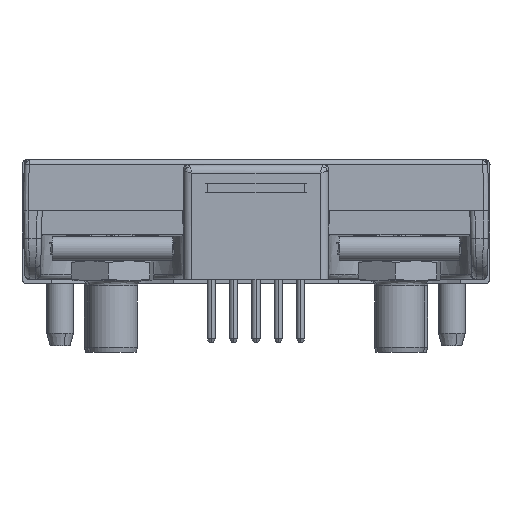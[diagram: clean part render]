
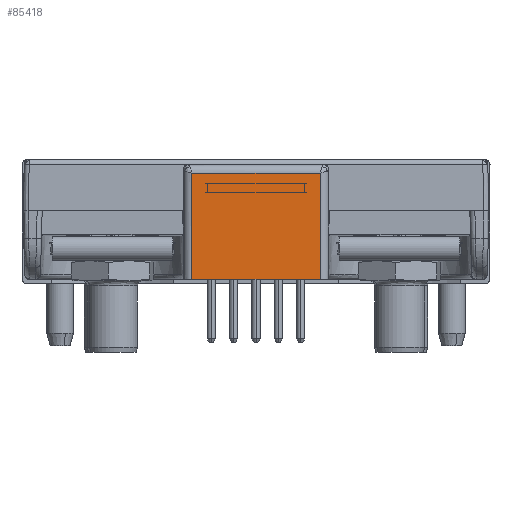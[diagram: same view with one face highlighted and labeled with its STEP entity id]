
A CAD part, left-side view. The second image highlights one B-rep face of the part: STEP entity #85418.
In plain terms, the highlighted planar face has unit normal (-1, 0, 0).
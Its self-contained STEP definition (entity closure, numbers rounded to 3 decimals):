
#2876 = VERTEX_POINT ( 'NONE', #84712 ) ;
#5016 = VECTOR ( 'NONE', #59279, 1000. ) ;
#5291 = VERTEX_POINT ( 'NONE', #67209 ) ;
#5903 = ORIENTED_EDGE ( 'NONE', *, *, #62454, .T. ) ;
#6050 = CARTESIAN_POINT ( 'NONE',  ( -217.35, -30.911, 2.426 ) ) ;
#6451 = LINE ( 'NONE', #6050, #20669 ) ;
#13691 = DIRECTION ( 'NONE',  ( 0., 1., 0. ) ) ;
#17281 = CARTESIAN_POINT ( 'NONE',  ( -217.35, -35.79, 2.426 ) ) ;
#17423 = CARTESIAN_POINT ( 'NONE',  ( -217.35, -26.033, -2.952 ) ) ;
#18131 = EDGE_LOOP ( 'NONE', ( #87092, #23162, #22485, #5903 ) ) ;
#20669 = VECTOR ( 'NONE', #13691, 1000. ) ;
#22060 = PLANE ( 'NONE',  #95005 ) ;
#22485 = ORIENTED_EDGE ( 'NONE', *, *, #84088, .F. ) ;
#22817 = LINE ( 'NONE', #51016, #5016 ) ;
#23162 = ORIENTED_EDGE ( 'NONE', *, *, #61925, .F. ) ;
#24367 = CARTESIAN_POINT ( 'NONE',  ( -217.35, -35.79, 2.426 ) ) ;
#32276 = CARTESIAN_POINT ( 'NONE',  ( -217.35, -26.033, 2.426 ) ) ;
#32605 = CARTESIAN_POINT ( 'NONE',  ( -217.35, -26.033, -5.642 ) ) ;
#34235 = VERTEX_POINT ( 'NONE', #17281 ) ;
#47468 = CARTESIAN_POINT ( 'NONE',  ( -217.35, -26.033, -0.263 ) ) ;
#51016 = CARTESIAN_POINT ( 'NONE',  ( -217.35, -35.79, -1.632 ) ) ;
#53726 = CARTESIAN_POINT ( 'NONE',  ( -217.35, -35.79, -5.642 ) ) ;
#59279 = DIRECTION ( 'NONE',  ( 0., 0., -1. ) ) ;
#61699 = DIRECTION ( 'NONE',  ( 1., 0., 0. ) ) ;
#61925 = EDGE_CURVE ( 'NONE', #83658, #2876, #93445, .T. ) ;
#62454 = EDGE_CURVE ( 'NONE', #34235, #5291, #6451, .T. ) ;
#67209 = CARTESIAN_POINT ( 'NONE',  ( -217.35, -26.033, 2.426 ) ) ;
#67500 = B_SPLINE_CURVE_WITH_KNOTS ( 'NONE', 3,
 ( #32276, #47468, #17423, #32605 ),
 .UNSPECIFIED., .F., .F.,
 ( 4, 4 ),
 ( 0., 1. ),
 .UNSPECIFIED. ) ;
#76351 = DIRECTION ( 'NONE',  ( 0., 0., -1. ) ) ;
#77015 = CARTESIAN_POINT ( 'NONE',  ( -217.35, -32.538, -5.642 ) ) ;
#83594 = CARTESIAN_POINT ( 'NONE',  ( -217.35, -29.285, -5.642 ) ) ;
#83658 = VERTEX_POINT ( 'NONE', #92552 ) ;
#84088 = EDGE_CURVE ( 'NONE', #34235, #83658, #22817, .T. ) ;
#84712 = CARTESIAN_POINT ( 'NONE',  ( -217.35, -26.033, -5.642 ) ) ;
#85418 = ADVANCED_FACE ( 'NONE', ( #96921 ), #22060, .F. ) ;
#85554 = EDGE_CURVE ( 'NONE', #5291, #2876, #67500, .T. ) ;
#87092 = ORIENTED_EDGE ( 'NONE', *, *, #85554, .T. ) ;
#92552 = CARTESIAN_POINT ( 'NONE',  ( -217.35, -35.79, -5.642 ) ) ;
#93445 = B_SPLINE_CURVE_WITH_KNOTS ( 'NONE', 3,
 ( #53726, #77015, #83594, #98236 ),
 .UNSPECIFIED., .F., .F.,
 ( 4, 4 ),
 ( 0., 1. ),
 .UNSPECIFIED. ) ;
#95005 = AXIS2_PLACEMENT_3D ( 'NONE', #24367, #61699, #76351 ) ;
#96921 = FACE_OUTER_BOUND ( 'NONE', #18131, .T. ) ;
#98236 = CARTESIAN_POINT ( 'NONE',  ( -217.35, -26.033, -5.642 ) ) ;
